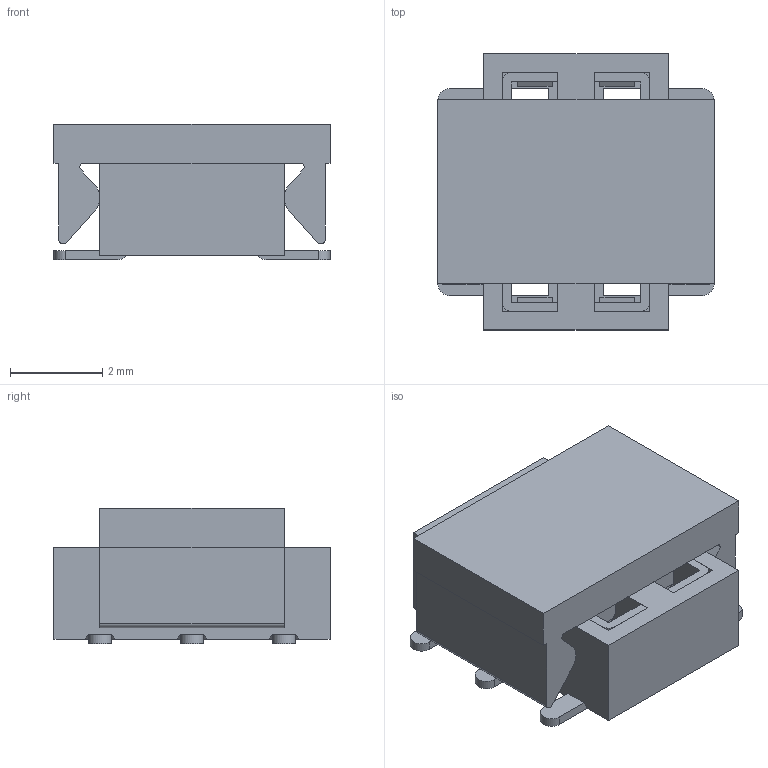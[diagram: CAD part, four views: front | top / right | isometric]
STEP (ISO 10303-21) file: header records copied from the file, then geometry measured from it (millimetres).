
FILE_DESCRIPTION(/* description */ ('Unknown'),/* implementation_level */ '2;1');
FILE_NAME(/* name */ 'J_Wurth_WR-PHD_62130621821',/* time_stamp */ '2025-04-28T13:12:42+08:00',/* author */ ('Unknown'),/* organization */ ('Unknown'),/* preprocessor_version */ 'ST-DEVELOPER v19.4',/* originating_system */ 'Solid Edge',/* authorisation */ 'Unknown');
FILE_SCHEMA (('AUTOMOTIVE_DESIGN {1 0 10303 214 3 1 1}'));
Length unit declared in the file: millimetre
Products named in the file (2): J_Wurth_WR-PHD_62130621821
Assembly tree (1 placements, depth 2):
  J_Wurth_WR-PHD_62130621821
    J_Wurth_WR-PHD_62130621821
Bounding box: 6 x 6 x 2.95 mm (x, y, z)
Volume: 66.6 mm3; surface area: 311.2 mm2
Topology: 8 solids, 8 shells, 470 faces, 1260 edges, 800 vertices
Faces by surface type: plane 268, cylinder 178, bspline 24
Entity records: 14814 total; most frequent: CARTESIAN_POINT 2988, ORIENTED_EDGE 2520, DIRECTION 2368, EDGE_CURVE 1260, LINE 856, VECTOR 856, VERTEX_POINT 800, AXIS2_PLACEMENT_3D 756
